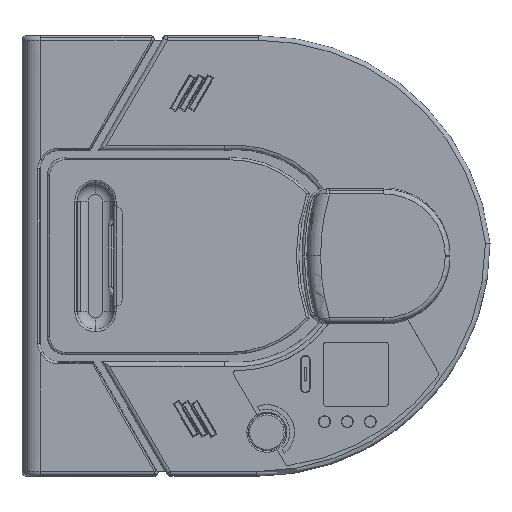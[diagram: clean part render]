
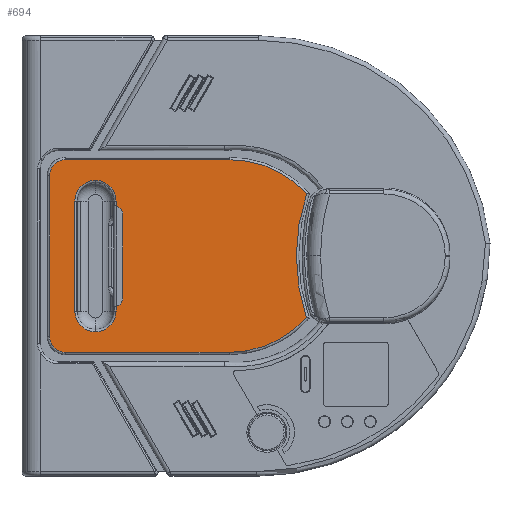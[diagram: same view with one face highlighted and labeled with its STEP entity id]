
A CAD part, top view. The second image highlights one B-rep face of the part: STEP entity #694.
In plain terms, the highlighted planar face has unit normal (0, 0, 1).
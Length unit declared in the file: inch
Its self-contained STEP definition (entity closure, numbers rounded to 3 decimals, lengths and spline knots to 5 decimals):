
#694=ADVANCED_FACE('',(#1808,#1809),#1810,.T.);
#1808=FACE_BOUND('',#3466,.T.);
#1809=FACE_OUTER_BOUND('',#3467,.T.);
#1810=PLANE('',#3468);
#3466=EDGE_LOOP('',(#7650,#7651,#7652,#7653,#7654,#7655,#7656,#7657,#7658,#7659));
#3467=EDGE_LOOP('',(#7660,#7661,#7662,#7663,#7664,#7665,#7666,#7667));
#3468=AXIS2_PLACEMENT_3D('',#7668,#7669,#7670);
#7650=ORIENTED_EDGE('',*,*,#12079,.T.);
#7651=ORIENTED_EDGE('',*,*,#12066,.F.);
#7652=ORIENTED_EDGE('',*,*,#12080,.F.);
#7653=ORIENTED_EDGE('',*,*,#12081,.F.);
#7654=ORIENTED_EDGE('',*,*,#12082,.F.);
#7655=ORIENTED_EDGE('',*,*,#12083,.F.);
#7656=ORIENTED_EDGE('',*,*,#12084,.F.);
#7657=ORIENTED_EDGE('',*,*,#12085,.F.);
#7658=ORIENTED_EDGE('',*,*,#12086,.T.);
#7659=ORIENTED_EDGE('',*,*,#12087,.T.);
#7660=ORIENTED_EDGE('',*,*,#12088,.F.);
#7661=ORIENTED_EDGE('',*,*,#12089,.F.);
#7662=ORIENTED_EDGE('',*,*,#12090,.F.);
#7663=ORIENTED_EDGE('',*,*,#12091,.F.);
#7664=ORIENTED_EDGE('',*,*,#12092,.F.);
#7665=ORIENTED_EDGE('',*,*,#12093,.F.);
#7666=ORIENTED_EDGE('',*,*,#12094,.F.);
#7667=ORIENTED_EDGE('',*,*,#12095,.F.);
#7668=CARTESIAN_POINT('',(-1.77262,-0.00398,2.375));
#7669=DIRECTION('',(0.0,0.0,1.0));
#7670=DIRECTION('',(0.,1.0,0.0));
#12066=EDGE_CURVE('',#13832,#13834,#13835,.T.);
#12079=EDGE_CURVE('',#13856,#13834,#13857,.T.);
#12080=EDGE_CURVE('',#13858,#13832,#13859,.T.);
#12081=EDGE_CURVE('',#13860,#13858,#13861,.T.);
#12082=EDGE_CURVE('',#13862,#13860,#13863,.T.);
#12083=EDGE_CURVE('',#13864,#13862,#13865,.T.);
#12084=EDGE_CURVE('',#13866,#13864,#13867,.T.);
#12085=EDGE_CURVE('',#13868,#13866,#13869,.T.);
#12086=EDGE_CURVE('',#13868,#13870,#13871,.T.);
#12087=EDGE_CURVE('',#13870,#13856,#13872,.T.);
#12088=EDGE_CURVE('',#13873,#13874,#13875,.T.);
#12089=EDGE_CURVE('',#13876,#13873,#13877,.T.);
#12090=EDGE_CURVE('',#13878,#13876,#13879,.T.);
#12091=EDGE_CURVE('',#13880,#13878,#13881,.T.);
#12092=EDGE_CURVE('',#13882,#13880,#13883,.T.);
#12093=EDGE_CURVE('',#13884,#13882,#13885,.T.);
#12094=EDGE_CURVE('',#13886,#13884,#13887,.T.);
#12095=EDGE_CURVE('',#13874,#13886,#13888,.T.);
#13832=VERTEX_POINT('',#16364);
#13834=VERTEX_POINT('',#16366);
#13835=LINE('',#16367,#16368);
#13856=VERTEX_POINT('',#16407);
#13857=CIRCLE('',#16408,0.25);
#13858=VERTEX_POINT('',#16409);
#13859=CIRCLE('',#16410,0.5625);
#13860=VERTEX_POINT('',#16411);
#13861=CIRCLE('',#16412,0.5625);
#13862=VERTEX_POINT('',#16413);
#13863=LINE('',#16414,#16415);
#13864=VERTEX_POINT('',#16416);
#13865=CIRCLE('',#16417,0.5625);
#13866=VERTEX_POINT('',#16418);
#13867=CIRCLE('',#16419,0.5625);
#13868=VERTEX_POINT('',#16420);
#13869=LINE('',#16421,#16422);
#13870=VERTEX_POINT('',#16423);
#13871=CIRCLE('',#16424,0.25);
#13872=LINE('',#16425,#16426);
#13873=VERTEX_POINT('',#16427);
#13874=VERTEX_POINT('',#16428);
#13875=CIRCLE('',#16429,2.812);
#13876=VERTEX_POINT('',#16430);
#13877=LINE('',#16431,#16432);
#13878=VERTEX_POINT('',#16433);
#13879=CIRCLE('',#16434,0.437);
#13880=VERTEX_POINT('',#16435);
#13881=LINE('',#16436,#16437);
#13882=VERTEX_POINT('',#16438);
#13883=CIRCLE('',#16439,0.437);
#13884=VERTEX_POINT('',#16440);
#13885=LINE('',#16441,#16442);
#13886=VERTEX_POINT('',#16443);
#13887=CIRCLE('',#16444,2.812);
#13888=CIRCLE('',#16445,5.21942);
#16364=CARTESIAN_POINT('',(-3.8115,-1.50398,2.375));
#16366=CARTESIAN_POINT('',(-3.8115,-1.37104,2.375));
#16367=CARTESIAN_POINT('',(-3.8115,-0.00398,2.375));
#16368=VECTOR('',#20206,39.37008);
#16407=CARTESIAN_POINT('',(-3.624,-1.12898,2.375));
#16408=AXIS2_PLACEMENT_3D('',#20223,#20224,#20225);
#16409=CARTESIAN_POINT('',(-4.374,-2.06648,2.375));
#16410=AXIS2_PLACEMENT_3D('',#20226,#20227,#20228);
#16411=CARTESIAN_POINT('',(-4.9365,-1.50398,2.375));
#16412=AXIS2_PLACEMENT_3D('',#20229,#20230,#20231);
#16413=CARTESIAN_POINT('',(-4.9365,1.49602,2.375));
#16414=CARTESIAN_POINT('',(-4.9365,-0.00398,2.375));
#16415=VECTOR('',#20232,39.37008);
#16416=CARTESIAN_POINT('',(-4.374,2.05852,2.375));
#16417=AXIS2_PLACEMENT_3D('',#20233,#20234,#20235);
#16418=CARTESIAN_POINT('',(-3.8115,1.49602,2.375));
#16419=AXIS2_PLACEMENT_3D('',#20236,#20237,#20238);
#16420=CARTESIAN_POINT('',(-3.8115,1.36309,2.375));
#16421=CARTESIAN_POINT('',(-3.8115,-0.00398,2.375));
#16422=VECTOR('',#20239,39.37008);
#16423=CARTESIAN_POINT('',(-3.624,1.12102,2.375));
#16424=AXIS2_PLACEMENT_3D('',#20240,#20241,#20242);
#16425=CARTESIAN_POINT('',(-3.624,-0.00398,2.375));
#16426=VECTOR('',#20243,0.3937);
#16427=CARTESIAN_POINT('',(-0.70855,2.62002,2.375));
#16428=CARTESIAN_POINT('',(1.38065,1.6902,2.375));
#16429=AXIS2_PLACEMENT_3D('',#20244,#20245,#20246);
#16430=CARTESIAN_POINT('',(-5.187,2.62002,2.375));
#16431=CARTESIAN_POINT('',(-1.77262,2.62002,2.375));
#16432=VECTOR('',#20247,39.37008);
#16433=CARTESIAN_POINT('',(-5.624,2.18302,2.375));
#16434=AXIS2_PLACEMENT_3D('',#20248,#20249,#20250);
#16435=CARTESIAN_POINT('',(-5.624,-2.19098,2.375));
#16436=CARTESIAN_POINT('',(-5.624,-0.00398,2.375));
#16437=VECTOR('',#20251,39.37008);
#16438=CARTESIAN_POINT('',(-5.187,-2.62798,2.375));
#16439=AXIS2_PLACEMENT_3D('',#20252,#20253,#20254);
#16440=CARTESIAN_POINT('',(-0.73324,-2.62798,2.375));
#16441=CARTESIAN_POINT('',(-1.77262,-2.62798,2.375));
#16442=VECTOR('',#20255,39.37008);
#16443=CARTESIAN_POINT('',(1.37383,-1.67812,2.375));
#16444=AXIS2_PLACEMENT_3D('',#20256,#20257,#20258);
#16445=AXIS2_PLACEMENT_3D('',#20259,#20260,#20261);
#20206=DIRECTION('',(0.,1.0,0.0));
#20223=CARTESIAN_POINT('',(-3.874,-1.12898,2.375));
#20224=DIRECTION('',(0.0,0.0,-1.0));
#20225=DIRECTION('',(0.,1.0,0.0));
#20226=CARTESIAN_POINT('',(-4.374,-1.50398,2.375));
#20227=DIRECTION('',(0.0,0.0,1.0));
#20228=DIRECTION('',(0.,-1.0,0.0));
#20229=CARTESIAN_POINT('',(-4.374,-1.50398,2.375));
#20230=DIRECTION('',(0.0,0.0,1.0));
#20231=DIRECTION('',(0.,-1.0,0.0));
#20232=DIRECTION('',(0.,-1.0,0.0));
#20233=CARTESIAN_POINT('',(-4.374,1.49602,2.375));
#20234=DIRECTION('',(0.0,-0.0,1.0));
#20235=DIRECTION('',(0.,1.0,0.0));
#20236=CARTESIAN_POINT('',(-4.374,1.49602,2.375));
#20237=DIRECTION('',(0.0,-0.0,1.0));
#20238=DIRECTION('',(0.,1.0,0.0));
#20239=DIRECTION('',(0.,1.0,0.0));
#20240=CARTESIAN_POINT('',(-3.874,1.12102,2.375));
#20241=DIRECTION('',(0.0,0.0,-1.0));
#20242=DIRECTION('',(0.,1.0,0.0));
#20243=DIRECTION('',(0.,-1.0,0.0));
#20244=CARTESIAN_POINT('',(-0.70855,-0.19198,2.375));
#20245=DIRECTION('',(0.0,0.0,-1.0));
#20246=DIRECTION('',(0.413,0.911,0.0));
#20247=DIRECTION('',(1.0,0.,0.0));
#20248=CARTESIAN_POINT('',(-5.187,2.18302,2.375));
#20249=DIRECTION('',(0.0,0.0,-1.0));
#20250=DIRECTION('',(-0.707,0.707,0.0));
#20251=DIRECTION('',(0.,1.0,0.0));
#20252=CARTESIAN_POINT('',(-5.187,-2.19098,2.375));
#20253=DIRECTION('',(-0.0,0.0,-1.0));
#20254=DIRECTION('',(-0.707,-0.707,0.0));
#20255=DIRECTION('',(-1.0,0.,0.0));
#20256=CARTESIAN_POINT('',(-0.73324,0.18402,2.375));
#20257=DIRECTION('',(0.0,-0.0,-1.0));
#20258=DIRECTION('',(0.417,-0.909,0.0));
#20259=CARTESIAN_POINT('',(6.31747,-0.00398,2.375));
#20260=DIRECTION('',(0.0,0.0,1.0));
#20261=DIRECTION('',(-1.,0.002,0.0));
